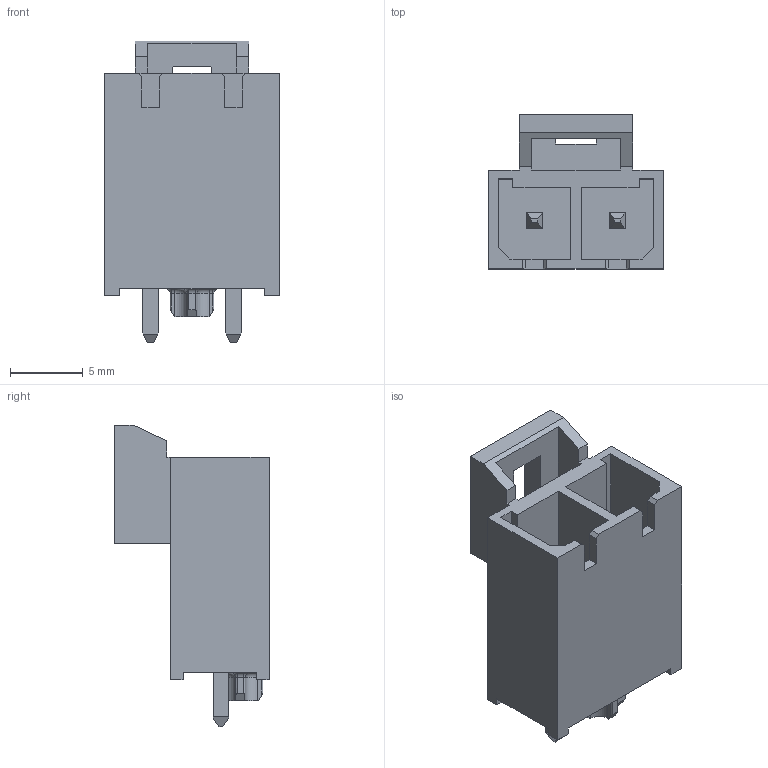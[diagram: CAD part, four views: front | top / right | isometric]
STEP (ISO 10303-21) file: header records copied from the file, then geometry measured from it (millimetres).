
FILE_DESCRIPTION((''),'2;1');
FILE_NAME('2002411112','2019-10-25T',('gga'),(''),'PRO/ENGINEER BY PARAMETRIC TECHNOLOGY CORPORATION, 2016010','PRO/ENGINEER BY PARAMETRIC TECHNOLOGY CORPORATION, 2016010','');
FILE_SCHEMA(('CONFIG_CONTROL_DESIGN'));
Length unit declared in the file: millimetre
Products named in the file (1): 2002411112
Bounding box: 12.05 x 10.6 x 20.73 mm (x, y, z)
Volume: 810.8 mm3; surface area: 1515.4 mm2
Topology: 1 solids, 1 shells, 163 faces, 450 edges, 294 vertices
Faces by surface type: plane 127, cylinder 24, torus 12
Entity records: 5178 total; most frequent: CARTESIAN_POINT 942, ORIENTED_EDGE 888, DIRECTION 828, EDGE_CURVE 444, VECTOR 384, LINE 384, VERTEX_POINT 288, AXIS2_PLACEMENT_3D 222
